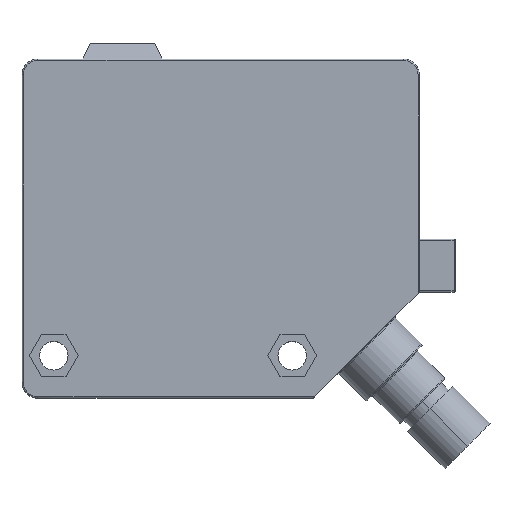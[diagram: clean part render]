
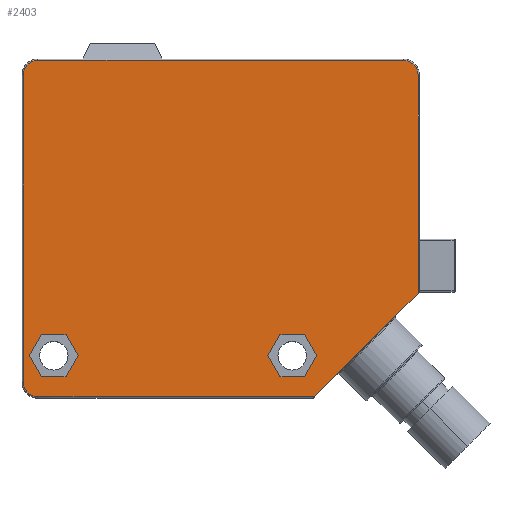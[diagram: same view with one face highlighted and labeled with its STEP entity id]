
A CAD part, top view. The second image highlights one B-rep face of the part: STEP entity #2403.
In plain terms, the highlighted planar face has unit normal (0, 0, 1).
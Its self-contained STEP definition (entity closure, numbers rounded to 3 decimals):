
#56=DIRECTION('',(-0.5,-0.866,0.));
#57=VECTOR('',#56,4.619);
#58=CARTESIAN_POINT('',(-33.809,-20.,12.5));
#59=LINE('',#58,#57);
#64=DIRECTION('',(0.5,-0.866,0.));
#65=VECTOR('',#64,4.619);
#66=CARTESIAN_POINT('',(-36.119,-24.,12.5));
#67=LINE('',#66,#65);
#71=DIRECTION('',(1.,0.,0.));
#72=VECTOR('',#71,4.619);
#73=CARTESIAN_POINT('',(-33.809,-28.,12.5));
#74=LINE('',#73,#72);
#78=DIRECTION('',(0.5,0.866,0.));
#79=VECTOR('',#78,4.619);
#80=CARTESIAN_POINT('',(-29.191,-28.,12.5));
#81=LINE('',#80,#79);
#85=DIRECTION('',(-0.5,0.866,0.));
#86=VECTOR('',#85,4.619);
#87=CARTESIAN_POINT('',(-26.881,-24.,12.5));
#88=LINE('',#87,#86);
#92=DIRECTION('',(-1.,0.,0.));
#93=VECTOR('',#92,4.619);
#94=CARTESIAN_POINT('',(-29.191,-20.,12.5));
#95=LINE('',#94,#93);
#99=DIRECTION('',(-0.5,-0.866,0.));
#100=VECTOR('',#99,4.619);
#101=CARTESIAN_POINT('',(11.191,-20.,12.5));
#102=LINE('',#101,#100);
#106=DIRECTION('',(0.5,-0.866,0.));
#107=VECTOR('',#106,4.619);
#108=CARTESIAN_POINT('',(8.881,-24.,12.5));
#109=LINE('',#108,#107);
#113=DIRECTION('',(1.,0.,0.));
#114=VECTOR('',#113,4.619);
#115=CARTESIAN_POINT('',(11.191,-28.,12.5));
#116=LINE('',#115,#114);
#120=DIRECTION('',(0.5,0.866,0.));
#121=VECTOR('',#120,4.619);
#122=CARTESIAN_POINT('',(15.809,-28.,12.5));
#123=LINE('',#122,#121);
#127=DIRECTION('',(-0.5,0.866,0.));
#128=VECTOR('',#127,4.619);
#129=CARTESIAN_POINT('',(18.119,-24.,12.5));
#130=LINE('',#129,#128);
#134=DIRECTION('',(-1.,0.,0.));
#135=VECTOR('',#134,4.619);
#136=CARTESIAN_POINT('',(15.809,-20.,12.5));
#137=LINE('',#136,#135);
#141=DIRECTION('',(1.,0.,0.));
#142=VECTOR('',#141,52.25);
#143=CARTESIAN_POINT('',(-34.5,-31.75,12.5));
#144=LINE('',#143,#142);
#148=CARTESIAN_POINT('',(-34.5,-29.,12.5));
#149=DIRECTION('',(0.,0.,1.));
#150=DIRECTION('',(-1.,0.,0.));
#151=AXIS2_PLACEMENT_3D('',#148,#149,#150);
#156=DIRECTION('',(0.,-1.,0.));
#157=VECTOR('',#156,58.);
#158=CARTESIAN_POINT('',(-37.25,29.,12.5));
#159=LINE('',#158,#157);
#163=CARTESIAN_POINT('',(-34.5,29.,12.5));
#164=DIRECTION('',(0.,0.,1.));
#165=DIRECTION('',(0.,1.,0.));
#166=AXIS2_PLACEMENT_3D('',#163,#164,#165);
#171=DIRECTION('',(-1.,0.,0.));
#172=VECTOR('',#171,69.);
#173=CARTESIAN_POINT('',(34.5,31.75,12.5));
#174=LINE('',#173,#172);
#178=CARTESIAN_POINT('',(34.5,29.,12.5));
#179=DIRECTION('',(0.,0.,1.));
#180=DIRECTION('',(1.,0.,0.));
#181=AXIS2_PLACEMENT_3D('',#178,#179,#180);
#186=DIRECTION('',(0.,1.,0.));
#187=VECTOR('',#186,41.25);
#188=CARTESIAN_POINT('',(37.25,-12.25,12.5));
#189=LINE('',#188,#187);
#193=DIRECTION('',(0.707,0.707,0.));
#194=VECTOR('',#193,27.577);
#195=CARTESIAN_POINT('',(17.75,-31.75,12.5));
#196=LINE('',#195,#194);
#757=CARTESIAN_POINT('',(17.75,-31.75,12.5));
#770=CARTESIAN_POINT('',(37.25,-12.25,12.5));
#2048=CARTESIAN_POINT('',(-33.809,-20.,12.5));
#2049=CARTESIAN_POINT('',(-36.119,-24.,12.5));
#2050=VERTEX_POINT('',#2048);
#2051=VERTEX_POINT('',#2049);
#2052=CARTESIAN_POINT('',(-33.809,-28.,12.5));
#2053=VERTEX_POINT('',#2052);
#2054=CARTESIAN_POINT('',(-29.191,-28.,12.5));
#2055=VERTEX_POINT('',#2054);
#2056=CARTESIAN_POINT('',(-26.881,-24.,12.5));
#2057=VERTEX_POINT('',#2056);
#2058=CARTESIAN_POINT('',(-29.191,-20.,12.5));
#2059=VERTEX_POINT('',#2058);
#2176=VERTEX_POINT('',#757);
#2180=CARTESIAN_POINT('',(-34.5,-31.75,12.5));
#2181=VERTEX_POINT('',#2180);
#2182=CARTESIAN_POINT('',(-37.25,-29.,12.5));
#2183=VERTEX_POINT('',#2182);
#2186=CARTESIAN_POINT('',(-37.25,29.,12.5));
#2187=VERTEX_POINT('',#2186);
#2190=CARTESIAN_POINT('',(-34.5,31.75,12.5));
#2191=VERTEX_POINT('',#2190);
#2194=CARTESIAN_POINT('',(34.5,31.75,12.5));
#2195=VERTEX_POINT('',#2194);
#2198=CARTESIAN_POINT('',(37.25,29.,12.5));
#2199=VERTEX_POINT('',#2198);
#2203=VERTEX_POINT('',#770);
#2292=CARTESIAN_POINT('',(11.191,-20.,12.5));
#2293=CARTESIAN_POINT('',(8.881,-24.,12.5));
#2294=VERTEX_POINT('',#2292);
#2295=VERTEX_POINT('',#2293);
#2296=CARTESIAN_POINT('',(11.191,-28.,12.5));
#2297=VERTEX_POINT('',#2296);
#2298=CARTESIAN_POINT('',(15.809,-28.,12.5));
#2299=VERTEX_POINT('',#2298);
#2300=CARTESIAN_POINT('',(18.119,-24.,12.5));
#2301=VERTEX_POINT('',#2300);
#2302=CARTESIAN_POINT('',(15.809,-20.,12.5));
#2303=VERTEX_POINT('',#2302);
#2352=CARTESIAN_POINT('',(0.,0.,12.5));
#2353=DIRECTION('',(0.,0.,1.));
#2354=DIRECTION('',(1.,0.,0.));
#2355=AXIS2_PLACEMENT_3D('',#2352,#2353,#2354);
#2356=PLANE('',#2355);
#2358=ORIENTED_EDGE('',*,*,#2357,.F.);
#2360=ORIENTED_EDGE('',*,*,#2359,.F.);
#2362=ORIENTED_EDGE('',*,*,#2361,.F.);
#2364=ORIENTED_EDGE('',*,*,#2363,.F.);
#2366=ORIENTED_EDGE('',*,*,#2365,.F.);
#2368=ORIENTED_EDGE('',*,*,#2367,.F.);
#2370=ORIENTED_EDGE('',*,*,#2369,.F.);
#2372=ORIENTED_EDGE('',*,*,#2371,.F.);
#2373=EDGE_LOOP('',(#2358,#2360,#2362,#2364,#2366,#2368,#2370,#2372));
#2374=FACE_OUTER_BOUND('',#2373,.F.);
#2376=ORIENTED_EDGE('',*,*,#2375,.T.);
#2378=ORIENTED_EDGE('',*,*,#2377,.T.);
#2380=ORIENTED_EDGE('',*,*,#2379,.T.);
#2382=ORIENTED_EDGE('',*,*,#2381,.T.);
#2384=ORIENTED_EDGE('',*,*,#2383,.T.);
#2386=ORIENTED_EDGE('',*,*,#2385,.T.);
#2387=EDGE_LOOP('',(#2376,#2378,#2380,#2382,#2384,#2386));
#2388=FACE_BOUND('',#2387,.F.);
#2390=ORIENTED_EDGE('',*,*,#2389,.T.);
#2392=ORIENTED_EDGE('',*,*,#2391,.T.);
#2394=ORIENTED_EDGE('',*,*,#2393,.T.);
#2396=ORIENTED_EDGE('',*,*,#2395,.T.);
#2398=ORIENTED_EDGE('',*,*,#2397,.T.);
#2400=ORIENTED_EDGE('',*,*,#2399,.T.);
#2401=EDGE_LOOP('',(#2390,#2392,#2394,#2396,#2398,#2400));
#2402=FACE_BOUND('',#2401,.F.);
#2403=ADVANCED_FACE('',(#2374,#2388,#2402),#2356,.T.);
#152=CIRCLE('',#151,2.75);
#167=CIRCLE('',#166,2.75);
#182=CIRCLE('',#181,2.75);
#2357=EDGE_CURVE('',#2181,#2176,#144,.T.);
#2359=EDGE_CURVE('',#2183,#2181,#152,.T.);
#2361=EDGE_CURVE('',#2187,#2183,#159,.T.);
#2363=EDGE_CURVE('',#2191,#2187,#167,.T.);
#2365=EDGE_CURVE('',#2195,#2191,#174,.T.);
#2367=EDGE_CURVE('',#2199,#2195,#182,.T.);
#2369=EDGE_CURVE('',#2203,#2199,#189,.T.);
#2371=EDGE_CURVE('',#2176,#2203,#196,.T.);
#2375=EDGE_CURVE('',#2050,#2051,#59,.T.);
#2377=EDGE_CURVE('',#2051,#2053,#67,.T.);
#2379=EDGE_CURVE('',#2053,#2055,#74,.T.);
#2381=EDGE_CURVE('',#2055,#2057,#81,.T.);
#2383=EDGE_CURVE('',#2057,#2059,#88,.T.);
#2385=EDGE_CURVE('',#2059,#2050,#95,.T.);
#2389=EDGE_CURVE('',#2294,#2295,#102,.T.);
#2391=EDGE_CURVE('',#2295,#2297,#109,.T.);
#2393=EDGE_CURVE('',#2297,#2299,#116,.T.);
#2395=EDGE_CURVE('',#2299,#2301,#123,.T.);
#2397=EDGE_CURVE('',#2301,#2303,#130,.T.);
#2399=EDGE_CURVE('',#2303,#2294,#137,.T.);
